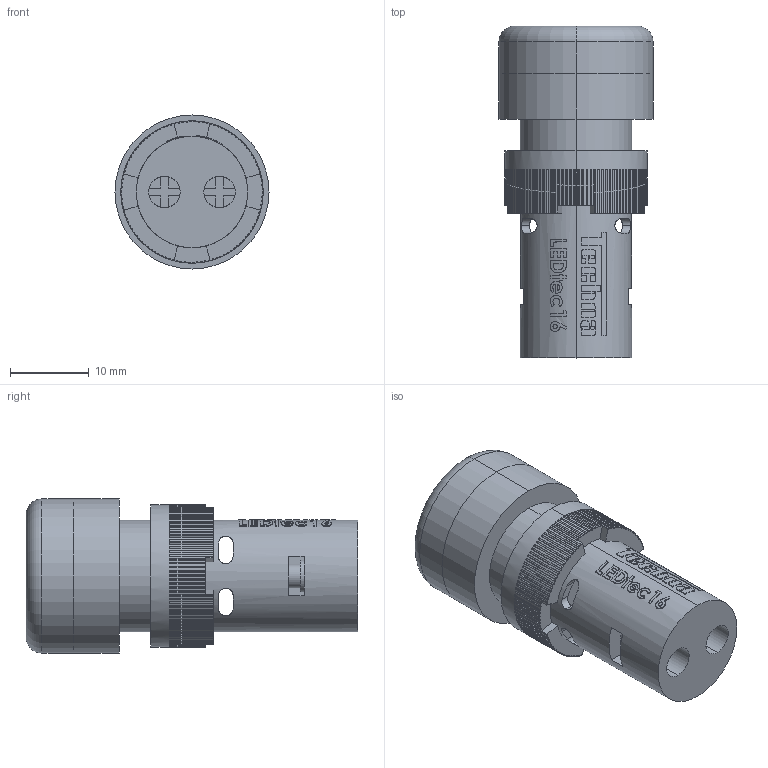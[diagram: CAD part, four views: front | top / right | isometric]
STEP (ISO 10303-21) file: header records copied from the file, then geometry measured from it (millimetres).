
FILE_DESCRIPTION(('STEP AP242'),'1');
FILE_NAME('9092415.stp','2023-11-03T01:32:40',('TraceParts'),('TraceParts S.A.'),'Spatial InterOp 3D',' ',' ');
FILE_SCHEMA(('AP242_MANAGED_MODEL_BASED_3D_ENGINEERING_MIM_LF {1 0 10303 442 1 1 4}'));
Length unit declared in the file: millimetre
Products named in the file (1): 9092415_1
Bounding box: 19.5 x 42 x 19.5 mm (x, y, z)
Volume: 7609.8 mm3; surface area: 4458.7 mm2
Topology: 2 solids, 2 shells, 663 faces, 1894 edges, 1262 vertices
Faces by surface type: plane 294, cylinder 283, bspline 84, torus 2
Entity records: 28579 total; most frequent: CARTESIAN_POINT 9185, ORIENTED_EDGE 3788, DIRECTION 3708, EDGE_CURVE 1894, AXIS2_PLACEMENT_3D 1459, VERTEX_POINT 1262, CIRCLE 878, LINE 790
